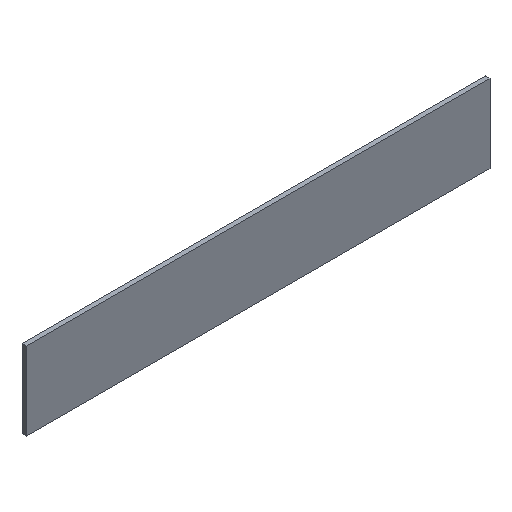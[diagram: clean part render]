
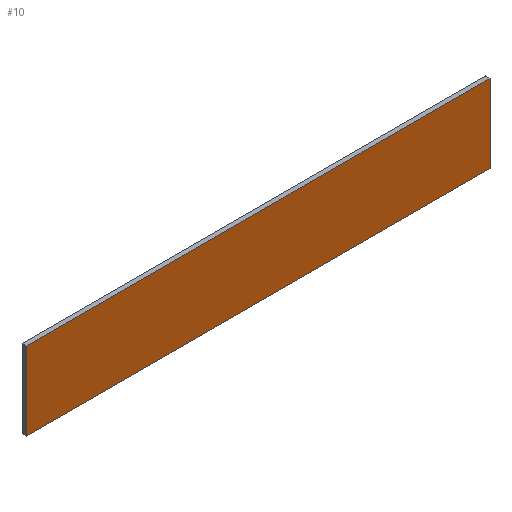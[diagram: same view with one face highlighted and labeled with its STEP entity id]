
A CAD part, isometric view. The second image highlights one B-rep face of the part: STEP entity #10.
In plain terms, the highlighted planar face has unit normal (0, -1, 0).
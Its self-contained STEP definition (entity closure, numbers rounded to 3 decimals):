
#10 = ADVANCED_FACE ( 'NONE', ( #109 ), #64, .T. ) ;
#12 = VERTEX_POINT ( 'NONE', #59 ) ;
#16 = CARTESIAN_POINT ( 'NONE',  ( -74.25, 0., 25. ) ) ;
#18 = CARTESIAN_POINT ( 'NONE',  ( 74.25, 0., 25. ) ) ;
#38 = CARTESIAN_POINT ( 'NONE',  ( -49.172, 0., 25. ) ) ;
#43 = CARTESIAN_POINT ( 'NONE',  ( 74.25, 0., 25. ) ) ;
#44 = DIRECTION ( 'NONE',  ( 0., 0., -1. ) ) ;
#48 = DIRECTION ( 'NONE',  ( 0., 0., -1. ) ) ;
#53 = DIRECTION ( 'NONE',  ( -1., 0., 0. ) ) ;
#54 = CARTESIAN_POINT ( 'NONE',  ( -74.25, 0., 25. ) ) ;
#59 = CARTESIAN_POINT ( 'NONE',  ( 74.25, 0., 0. ) ) ;
#61 = DIRECTION ( 'NONE',  ( 1., 0., 0. ) ) ;
#62 = DIRECTION ( 'NONE',  ( 0., -1., 0. ) ) ;
#63 = CARTESIAN_POINT ( 'NONE',  ( 49.172, 0., 0. ) ) ;
#64 = PLANE ( 'NONE',  #222 ) ;
#73 = CARTESIAN_POINT ( 'NONE',  ( 49.172, 0., 25. ) ) ;
#89 = CARTESIAN_POINT ( 'NONE',  ( -74.25, 0., 0. ) ) ;
#91 = DIRECTION ( 'NONE',  ( -1., 0., 0. ) ) ;
#94 = EDGE_CURVE ( 'NONE', #12, #101, #107, .T. ) ;
#97 = EDGE_CURVE ( 'NONE', #102, #101, #115, .T. ) ;
#99 = EDGE_CURVE ( 'NONE', #103, #12, #120, .T. ) ;
#101 = VERTEX_POINT ( 'NONE', #89 ) ;
#102 = VERTEX_POINT ( 'NONE', #16 ) ;
#103 = VERTEX_POINT ( 'NONE', #18 ) ;
#107 = LINE ( 'NONE', #63, #114 ) ;
#109 = FACE_OUTER_BOUND ( 'NONE', #156, .T. ) ;
#114 = VECTOR ( 'NONE', #53, 1000. ) ;
#115 = LINE ( 'NONE', #54, #119 ) ;
#118 = LINE ( 'NONE', #38, #130 ) ;
#119 = VECTOR ( 'NONE', #48, 1000. ) ;
#120 = LINE ( 'NONE', #43, #123 ) ;
#123 = VECTOR ( 'NONE', #44, 1000. ) ;
#130 = VECTOR ( 'NONE', #91, 1000. ) ;
#141 = ORIENTED_EDGE ( 'NONE', *, *, #94, .F. ) ;
#145 = ORIENTED_EDGE ( 'NONE', *, *, #235, .T. ) ;
#150 = ORIENTED_EDGE ( 'NONE', *, *, #97, .T. ) ;
#156 = EDGE_LOOP ( 'NONE', ( #141, #167, #145, #150 ) ) ;
#167 = ORIENTED_EDGE ( 'NONE', *, *, #99, .F. ) ;
#222 = AXIS2_PLACEMENT_3D ( 'NONE', #73, #62, #61 ) ;
#235 = EDGE_CURVE ( 'NONE', #103, #102, #118, .T. ) ;
